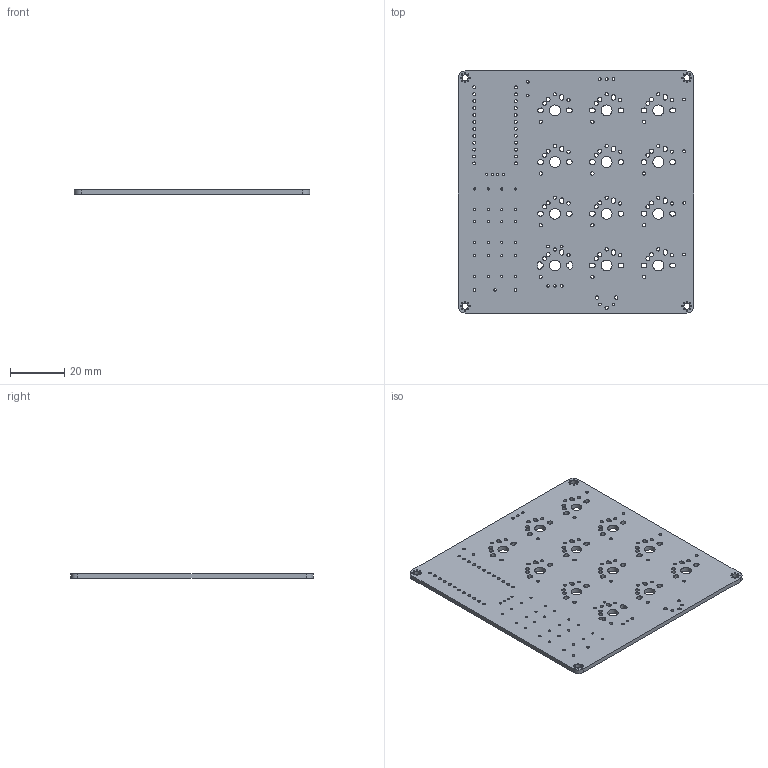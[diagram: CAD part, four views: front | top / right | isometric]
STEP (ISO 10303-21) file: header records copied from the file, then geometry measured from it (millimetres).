
FILE_DESCRIPTION(('KiCad electronic assembly'),'2;1');
FILE_NAME('fauxmac-plus.STEP','2022-05-24T09:27:18',('Pcbnew'),('Kicad') ,'Open CASCADE STEP processor 7.6','KiCad to STEP converter','Unknown' );
FILE_SCHEMA(('AUTOMOTIVE_DESIGN { 1 0 10303 214 1 1 1 1 }'));
Length unit declared in the file: millimetre
Products named in the file (2): fauxmac-plus 1; _autosave-fauxmac-plus PCB
Assembly tree (1 placements, depth 2):
  fauxmac-plus 1
    _autosave-fauxmac-plus PCB
Bounding box: 86.5 x 89 x 1.6 mm (x, y, z)
Volume: 11649.1 mm3; surface area: 16576.3 mm2
Topology: 1 solids, 1 shells, 317 faces, 945 edges, 630 vertices
Faces by surface type: cylinder 307, plane 10
Full cylindrical faces by diameter (mm): 0.4 x32, 0.8 x28, 0.99 x2, 1 x17, 1.092 x24, 1.2 x37, 1.3 x2, 1.47 x24, 2.2 x4, 3.988 x12
Entity records: 24091 total; most frequent: DIRECTION 3941, CARTESIAN_POINT 3930, ORIENTED_EDGE 1890, PCURVE 1890, DEFINITIONAL_REPRESENTATION 1890, LINE 1461, VECTOR 1461, CIRCLE 1228
